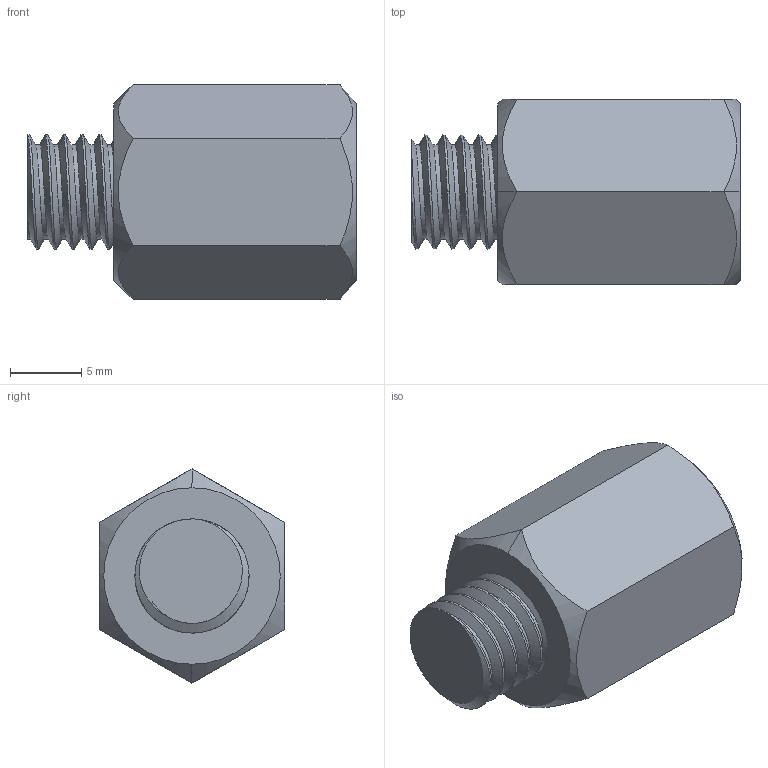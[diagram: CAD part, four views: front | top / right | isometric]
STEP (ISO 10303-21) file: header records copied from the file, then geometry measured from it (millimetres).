
FILE_DESCRIPTION (( 'STEP AP203' ), '1' );
FILE_NAME ('3D_R6540_M8-M10_173487400.STEP', '2024-08-27T09:08:57', ( '' ), ( '' ), 'SwSTEP 2.0', 'SolidWorks 2024', '' );
FILE_SCHEMA (( 'CONFIG_CONTROL_DESIGN' ));
Length unit declared in the file: millimetre
Products named in the file (1): 3D_R6540_M8-M10_173487400
Bounding box: 23 x 13 x 15.01 mm (x, y, z)
Volume: 1440.6 mm3; surface area: 2064.3 mm2
Topology: 1 solids, 1 shells, 55 faces, 143 edges, 92 vertices
Faces by surface type: cylinder 31, plane 12, bspline 8, cone 4
Entity records: 5917 total; most frequent: CARTESIAN_POINT 4746, ORIENTED_EDGE 286, DIRECTION 163, EDGE_CURVE 143, VERTEX_POINT 92, AXIS2_PLACEMENT_3D 59, EDGE_LOOP 57, FACE_OUTER_BOUND 55
